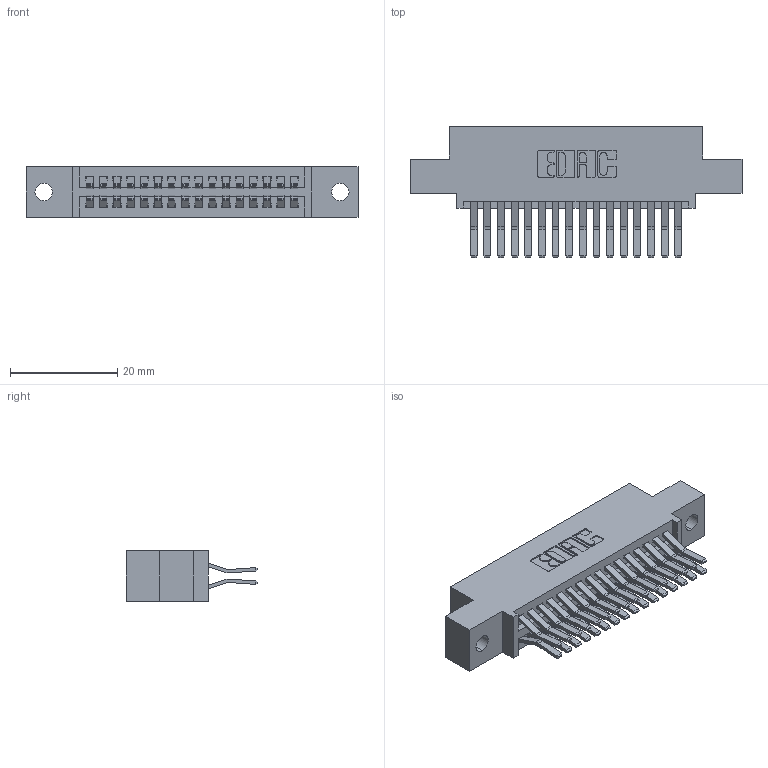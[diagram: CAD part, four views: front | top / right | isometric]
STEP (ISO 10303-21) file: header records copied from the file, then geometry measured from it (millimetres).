
FILE_DESCRIPTION (( 'STEP AP203' ), '1' );
FILE_NAME ('345-032-560-502.STEP', '2019-10-28T05:30:11', ( '' ), ( '' ), 'SwSTEP 2.0', 'SolidWorks 2016', '' );
FILE_SCHEMA (( 'CONFIG_CONTROL_DESIGN' ));
Length unit declared in the file: inch
Products named in the file (3): 345 Part_0.110 Offset - 0.128 Dia; 345-032-560-502; 345-292-001_560 Tail
Assembly tree (33 placements, depth 2):
  345-032-560-502
    345 Part_0.110 Offset - 0.128 Dia
    345-292-001_560 Tail  x32
Bounding box: 61.85 x 24.45 x 9.4 mm (x, y, z)
Volume: 5866.4 mm3; surface area: 8527.6 mm2
Topology: 33 solids, 33 shells, 1794 faces, 5313 edges, 3498 vertices
Faces by surface type: plane 1140, cylinder 654
Entity records: 16277 total; most frequent: CARTESIAN_POINT 2756, ORIENTED_EDGE 2690, DIRECTION 2465, EDGE_CURVE 1345, LINE 1145, VECTOR 1145, VERTEX_POINT 894, AXIS2_PLACEMENT_3D 660
